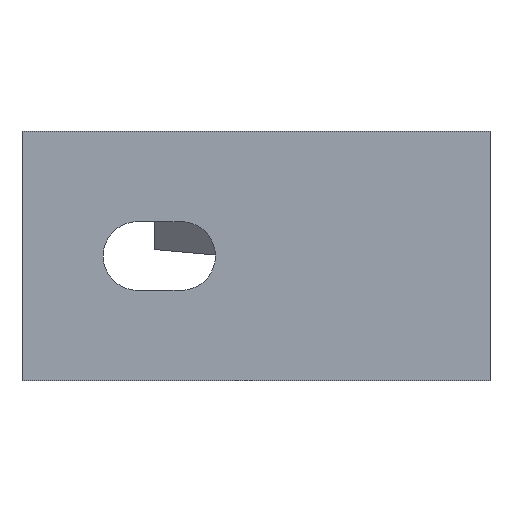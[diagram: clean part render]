
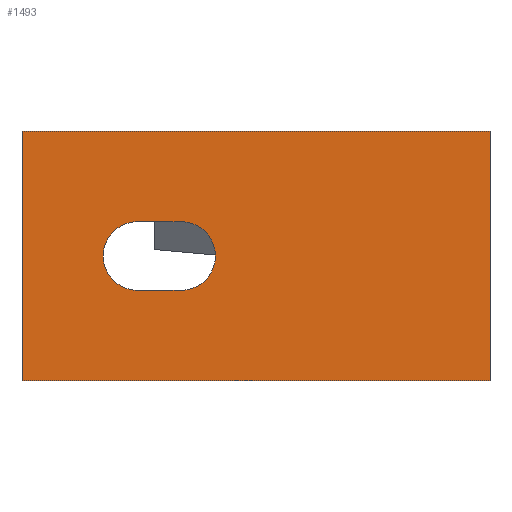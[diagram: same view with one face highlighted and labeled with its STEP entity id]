
A CAD part, left-side view. The second image highlights one B-rep face of the part: STEP entity #1493.
In plain terms, the highlighted face is planar.
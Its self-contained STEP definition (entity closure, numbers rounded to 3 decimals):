
#20 = CARTESIAN_POINT ( 'NONE',  ( 20., 0., 0. ) ) ;
#27 = VECTOR ( 'NONE', #1935, 1000. ) ;
#51 = LINE ( 'NONE', #20, #196 ) ;
#56 = AXIS2_PLACEMENT_3D ( 'NONE', #415, #301, #1063 ) ;
#73 = ORIENTED_EDGE ( 'NONE', *, *, #1507, .T. ) ;
#128 = VECTOR ( 'NONE', #211, 1000. ) ;
#133 = ORIENTED_EDGE ( 'NONE', *, *, #726, .F. ) ;
#156 = DIRECTION ( 'NONE',  ( 0., 0., 1. ) ) ;
#166 = DIRECTION ( 'NONE',  ( 1., 0., 0. ) ) ;
#170 = DIRECTION ( 'NONE',  ( 0., -1., 0. ) ) ;
#196 = VECTOR ( 'NONE', #670, 1000. ) ;
#211 = DIRECTION ( 'NONE',  ( -1., 0., 0. ) ) ;
#301 = DIRECTION ( 'NONE',  ( 0., 0., 1. ) ) ;
#328 = VECTOR ( 'NONE', #1182, 1000. ) ;
#341 = LINE ( 'NONE', #1496, #128 ) ;
#367 = EDGE_LOOP ( 'NONE', ( #572, #73, #1835, #1324 ) ) ;
#371 = VERTEX_POINT ( 'NONE', #1097 ) ;
#384 = ORIENTED_EDGE ( 'NONE', *, *, #1105, .F. ) ;
#404 = CARTESIAN_POINT ( 'NONE',  ( -5.5, 56.5, 0. ) ) ;
#415 = CARTESIAN_POINT ( 'NONE',  ( 0., 49.5, 0. ) ) ;
#443 = CARTESIAN_POINT ( 'NONE',  ( -20., 0., 0. ) ) ;
#450 = DIRECTION ( 'NONE',  ( 0., 1., 0. ) ) ;
#489 = LINE ( 'NONE', #1617, #2091 ) ;
#511 = CARTESIAN_POINT ( 'NONE',  ( 0., 56.5, 0. ) ) ;
#532 = VECTOR ( 'NONE', #450, 1000. ) ;
#572 = ORIENTED_EDGE ( 'NONE', *, *, #2045, .T. ) ;
#584 = CARTESIAN_POINT ( 'NONE',  ( -5.5, 49.5, 0. ) ) ;
#670 = DIRECTION ( 'NONE',  ( 0., 1., 0. ) ) ;
#726 = EDGE_CURVE ( 'NONE', #1050, #1038, #1514, .T. ) ;
#809 = CARTESIAN_POINT ( 'NONE',  ( 20., 0., 0. ) ) ;
#828 = EDGE_CURVE ( 'NONE', #2014, #1421, #1992, .T. ) ;
#832 = VERTEX_POINT ( 'NONE', #809 ) ;
#957 = VERTEX_POINT ( 'NONE', #1539 ) ;
#980 = DIRECTION ( 'NONE',  ( -1., 0., 0. ) ) ;
#1038 = VERTEX_POINT ( 'NONE', #1870 ) ;
#1050 = VERTEX_POINT ( 'NONE', #584 ) ;
#1063 = DIRECTION ( 'NONE',  ( 1., 0., 0. ) ) ;
#1097 = CARTESIAN_POINT ( 'NONE',  ( -20., 75., 0. ) ) ;
#1105 = EDGE_CURVE ( 'NONE', #1038, #2014, #2081, .T. ) ;
#1115 = CARTESIAN_POINT ( 'NONE',  ( -20., 75., 0. ) ) ;
#1137 = FACE_OUTER_BOUND ( 'NONE', #367, .T. ) ;
#1149 = CARTESIAN_POINT ( 'NONE',  ( -20., 0., 0. ) ) ;
#1166 = PLANE ( 'NONE',  #1582 ) ;
#1182 = DIRECTION ( 'NONE',  ( 0., -1., 0. ) ) ;
#1222 = EDGE_CURVE ( 'NONE', #832, #957, #51, .T. ) ;
#1263 = LINE ( 'NONE', #443, #27 ) ;
#1272 = FACE_BOUND ( 'NONE', #1799, .T. ) ;
#1323 = EDGE_CURVE ( 'NONE', #957, #371, #341, .T. ) ;
#1324 = ORIENTED_EDGE ( 'NONE', *, *, #1323, .T. ) ;
#1375 = CARTESIAN_POINT ( 'NONE',  ( 5.5, 56.5, 0. ) ) ;
#1421 = VERTEX_POINT ( 'NONE', #404 ) ;
#1493 = ADVANCED_FACE ( 'NONE', ( #1272, #1137 ), #1166, .F. ) ;
#1496 = CARTESIAN_POINT ( 'NONE',  ( -20., 75., 0. ) ) ;
#1507 = EDGE_CURVE ( 'NONE', #1707, #832, #1263, .T. ) ;
#1514 = CIRCLE ( 'NONE', #56, 5.5 ) ;
#1539 = CARTESIAN_POINT ( 'NONE',  ( 20., 75., 0. ) ) ;
#1568 = CARTESIAN_POINT ( 'NONE',  ( 5.5, 49.5, 0. ) ) ;
#1582 = AXIS2_PLACEMENT_3D ( 'NONE', #1115, #2096, #980 ) ;
#1617 = CARTESIAN_POINT ( 'NONE',  ( -5.5, 49.5, 0. ) ) ;
#1707 = VERTEX_POINT ( 'NONE', #1149 ) ;
#1783 = ORIENTED_EDGE ( 'NONE', *, *, #828, .F. ) ;
#1799 = EDGE_LOOP ( 'NONE', ( #384, #133, #2080, #1783 ) ) ;
#1835 = ORIENTED_EDGE ( 'NONE', *, *, #1222, .T. ) ;
#1838 = LINE ( 'NONE', #1984, #328 ) ;
#1870 = CARTESIAN_POINT ( 'NONE',  ( 5.5, 49.5, 0. ) ) ;
#1929 = EDGE_CURVE ( 'NONE', #1421, #1050, #489, .T. ) ;
#1935 = DIRECTION ( 'NONE',  ( 1., 0., 0. ) ) ;
#1984 = CARTESIAN_POINT ( 'NONE',  ( -20., 0., 0. ) ) ;
#1992 = CIRCLE ( 'NONE', #2062, 5.5 ) ;
#2014 = VERTEX_POINT ( 'NONE', #1375 ) ;
#2045 = EDGE_CURVE ( 'NONE', #371, #1707, #1838, .T. ) ;
#2062 = AXIS2_PLACEMENT_3D ( 'NONE', #511, #156, #166 ) ;
#2080 = ORIENTED_EDGE ( 'NONE', *, *, #1929, .F. ) ;
#2081 = LINE ( 'NONE', #1568, #532 ) ;
#2091 = VECTOR ( 'NONE', #170, 1000. ) ;
#2096 = DIRECTION ( 'NONE',  ( 0., 0., -1. ) ) ;
